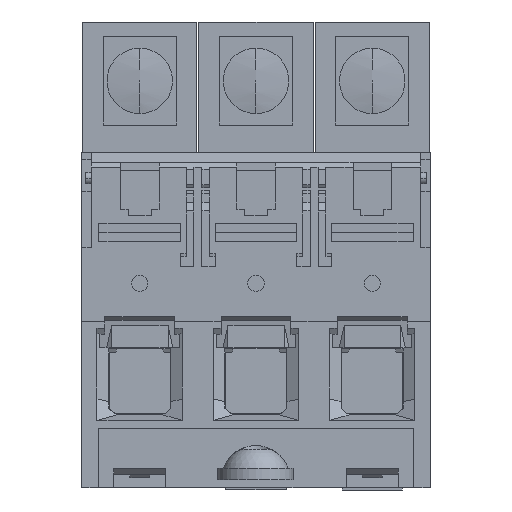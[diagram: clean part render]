
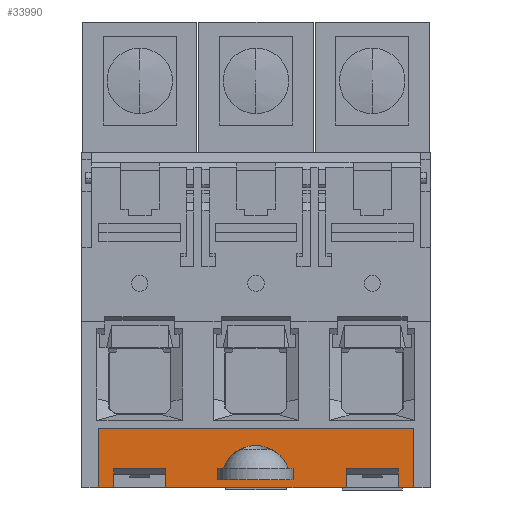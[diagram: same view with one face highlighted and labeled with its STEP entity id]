
A CAD part, front view. The second image highlights one B-rep face of the part: STEP entity #33990.
In plain terms, the highlighted face is planar.
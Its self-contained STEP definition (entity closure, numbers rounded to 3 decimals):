
#31810=CARTESIAN_POINT('',(43.487,27.965,
38.641));
#31820=VERTEX_POINT('',#31810);
#31870=CARTESIAN_POINT('',(43.487,27.965,
8.818));
#31880=DIRECTION('',(0.,0.,1.));
#31890=VECTOR('',#31880,1.);
#31900=LINE('',#31870,#31890);
#31910=CARTESIAN_POINT('',(43.487,27.965,
50.241));
#31920=VERTEX_POINT('',#31910);
#31930=EDGE_CURVE('',#31820,#31920,#31900,.T.);
#32580=CARTESIAN_POINT('',(43.487,28.865,
62.2));
#32590=DIRECTION('',(-1.,0.,0.));
#32600=DIRECTION('',(0.,-1.,0.));
#32610=AXIS2_PLACEMENT_3D('',#32580,#32590,#32600);
#32620=PLANE('',#32610);
#32630=CARTESIAN_POINT('',(43.487,29.665,
8.818));
#32640=DIRECTION('',(0.,0.,1.));
#32650=VECTOR('',#32640,1.);
#32660=LINE('',#32630,#32650);
#32670=CARTESIAN_POINT('',(43.487,29.665,
38.641));
#32680=VERTEX_POINT('',#32670);
#32690=CARTESIAN_POINT('',(43.487,29.665,
39.491));
#32700=VERTEX_POINT('',#32690);
#32710=EDGE_CURVE('',#32680,#32700,#32660,.T.);
#32720=ORIENTED_EDGE('',*,*,#32710,.F.);
#32730=CARTESIAN_POINT('',(43.487,27.914,
44.441));
#32740=DIRECTION('',(-1.,0.,0.));
#32750=DIRECTION('',(0.,0.,1.));
#32760=AXIS2_PLACEMENT_3D('',#32730,#32740,#32750);
#32770=CIRCLE('',#32760,5.25);
#32780=CARTESIAN_POINT('',(43.487,29.665,
49.391));
#32790=VERTEX_POINT('',#32780);
#32800=EDGE_CURVE('',#32790,#32700,#32770,.T.);
#32810=ORIENTED_EDGE('',*,*,#32800,.T.);
#32820=CARTESIAN_POINT('',(43.487,29.665,
50.241));
#32830=VERTEX_POINT('',#32820);
#32840=EDGE_CURVE('',#32790,#32830,#32660,.T.);
#32850=ORIENTED_EDGE('',*,*,#32840,.F.);
#32860=CARTESIAN_POINT('',(43.487,44.07,
50.241));
#32870=DIRECTION('',(0.,-1.,0.));
#32880=VECTOR('',#32870,1.);
#32890=LINE('',#32860,#32880);
#32900=EDGE_CURVE('',#32830,#31920,#32890,.T.);
#32910=ORIENTED_EDGE('',*,*,#32900,.F.);
#32920=ORIENTED_EDGE('',*,*,#31930,.T.);
#32930=CARTESIAN_POINT('',(43.487,44.07,
38.641));
#32940=DIRECTION('',(0.,-1.,0.));
#32950=VECTOR('',#32940,1.);
#32960=LINE('',#32930,#32950);
#32970=EDGE_CURVE('',#32680,#31820,#32960,.T.);
#32980=ORIENTED_EDGE('',*,*,#32970,.T.);
#32990=EDGE_LOOP('',(#32980,#32920,#32910,#32850,#32810,#32720));
#33000=FACE_BOUND('',#32990,.T.);
#33010=CARTESIAN_POINT('',(43.487,44.07,
30.609));
#33020=DIRECTION('',(0.,-1.,0.));
#33030=VECTOR('',#33020,1.);
#33040=LINE('',#33010,#33030);
#33050=CARTESIAN_POINT('',(43.487,29.615,
30.609));
#33060=VERTEX_POINT('',#33050);
#33070=CARTESIAN_POINT('',(43.487,26.715,
30.609));
#33080=VERTEX_POINT('',#33070);
#33090=EDGE_CURVE('',#33060,#33080,#33040,.T.);
#33100=ORIENTED_EDGE('',*,*,#33090,.F.);
#33110=CARTESIAN_POINT('',(43.487,26.715,
17.696));
#33120=DIRECTION('',(0.,0.,1.));
#33130=VECTOR('',#33120,1.);
#33140=LINE('',#33110,#33130);
#33150=CARTESIAN_POINT('',(43.487,26.715,
58.209));
#33160=VERTEX_POINT('',#33150);
#33170=EDGE_CURVE('',#33080,#33160,#33140,.T.);
#33180=ORIENTED_EDGE('',*,*,#33170,.F.);
#33190=CARTESIAN_POINT('',(43.487,44.07,
58.209));
#33200=DIRECTION('',(0.,1.,0.));
#33210=VECTOR('',#33200,1.);
#33220=LINE('',#33190,#33210);
#33230=CARTESIAN_POINT('',(43.487,29.615,
58.209));
#33240=VERTEX_POINT('',#33230);
#33250=EDGE_CURVE('',#33160,#33240,#33220,.T.);
#33260=ORIENTED_EDGE('',*,*,#33250,.F.);
#33270=CARTESIAN_POINT('',(43.487,29.615,
17.7));
#33280=DIRECTION('',(0.,0.,1.));
#33290=VECTOR('',#33280,1.);
#33300=LINE('',#33270,#33290);
#33310=CARTESIAN_POINT('',(43.487,29.615,
66.209));
#33320=VERTEX_POINT('',#33310);
#33330=EDGE_CURVE('',#33240,#33320,#33300,.T.);
#33340=ORIENTED_EDGE('',*,*,#33330,.F.);
#33350=CARTESIAN_POINT('',(43.487,44.07,
66.209));
#33360=DIRECTION('',(0.,-1.,0.));
#33370=VECTOR('',#33360,1.);
#33380=LINE('',#33350,#33370);
#33390=CARTESIAN_POINT('',(43.487,26.715,
66.209));
#33400=VERTEX_POINT('',#33390);
#33410=EDGE_CURVE('',#33320,#33400,#33380,.T.);
#33420=ORIENTED_EDGE('',*,*,#33410,.F.);
#33430=CARTESIAN_POINT('',(43.487,26.715,
17.7));
#33440=DIRECTION('',(0.,0.,1.));
#33450=VECTOR('',#33440,1.);
#33460=LINE('',#33430,#33450);
#33470=CARTESIAN_POINT('',(43.487,26.715,
68.525));
#33480=VERTEX_POINT('',#33470);
#33490=EDGE_CURVE('',#33400,#33480,#33460,.T.);
#33500=ORIENTED_EDGE('',*,*,#33490,.F.);
#33510=CARTESIAN_POINT('',(43.487,44.07,
68.525));
#33520=DIRECTION('',(0.,1.,0.));
#33530=VECTOR('',#33520,1.);
#33540=LINE('',#33510,#33530);
#33550=CARTESIAN_POINT('',(43.487,35.856,
68.525));
#33560=VERTEX_POINT('',#33550);
#33570=EDGE_CURVE('',#33480,#33560,#33540,.T.);
#33580=ORIENTED_EDGE('',*,*,#33570,.F.);
#33590=CARTESIAN_POINT('',(43.487,35.856,
17.7));
#33600=DIRECTION('',(0.,0.,-1.));
#33610=VECTOR('',#33600,1.);
#33620=LINE('',#33590,#33610);
#33630=CARTESIAN_POINT('',(43.487,35.856,
20.275));
#33640=VERTEX_POINT('',#33630);
#33650=EDGE_CURVE('',#33560,#33640,#33620,.T.);
#33660=ORIENTED_EDGE('',*,*,#33650,.F.);
#33670=CARTESIAN_POINT('',(43.487,44.07,
20.275));
#33680=DIRECTION('',(0.,-1.,0.));
#33690=VECTOR('',#33680,1.);
#33700=LINE('',#33670,#33690);
#33710=CARTESIAN_POINT('',(43.487,26.715,
20.275));
#33720=VERTEX_POINT('',#33710);
#33730=EDGE_CURVE('',#33640,#33720,#33700,.T.);
#33740=ORIENTED_EDGE('',*,*,#33730,.F.);
#33750=CARTESIAN_POINT('',(43.487,26.715,
17.696));
#33760=DIRECTION('',(0.,0.,1.));
#33770=VECTOR('',#33760,1.);
#33780=LINE('',#33750,#33770);
#33790=CARTESIAN_POINT('',(43.487,26.715,
22.609));
#33800=VERTEX_POINT('',#33790);
#33810=EDGE_CURVE('',#33720,#33800,#33780,.T.);
#33820=ORIENTED_EDGE('',*,*,#33810,.F.);
#33830=CARTESIAN_POINT('',(43.487,44.07,
22.609));
#33840=DIRECTION('',(0.,1.,0.));
#33850=VECTOR('',#33840,1.);
#33860=LINE('',#33830,#33850);
#33870=CARTESIAN_POINT('',(43.487,29.615,
22.609));
#33880=VERTEX_POINT('',#33870);
#33890=EDGE_CURVE('',#33800,#33880,#33860,.T.);
#33900=ORIENTED_EDGE('',*,*,#33890,.F.);
#33910=CARTESIAN_POINT('',(43.487,29.615,
17.7));
#33920=DIRECTION('',(0.,0.,1.));
#33930=VECTOR('',#33920,1.);
#33940=LINE('',#33910,#33930);
#33950=EDGE_CURVE('',#33880,#33060,#33940,.T.);
#33960=ORIENTED_EDGE('',*,*,#33950,.F.);
#33970=EDGE_LOOP('',(#33960,#33900,#33820,#33740,#33660,#33580,#33500,
#33420,#33340,#33260,#33180,#33100));
#33980=FACE_OUTER_BOUND('',#33970,.T.);
#33990=ADVANCED_FACE('',(#33000,#33980),#32620,.F.);
